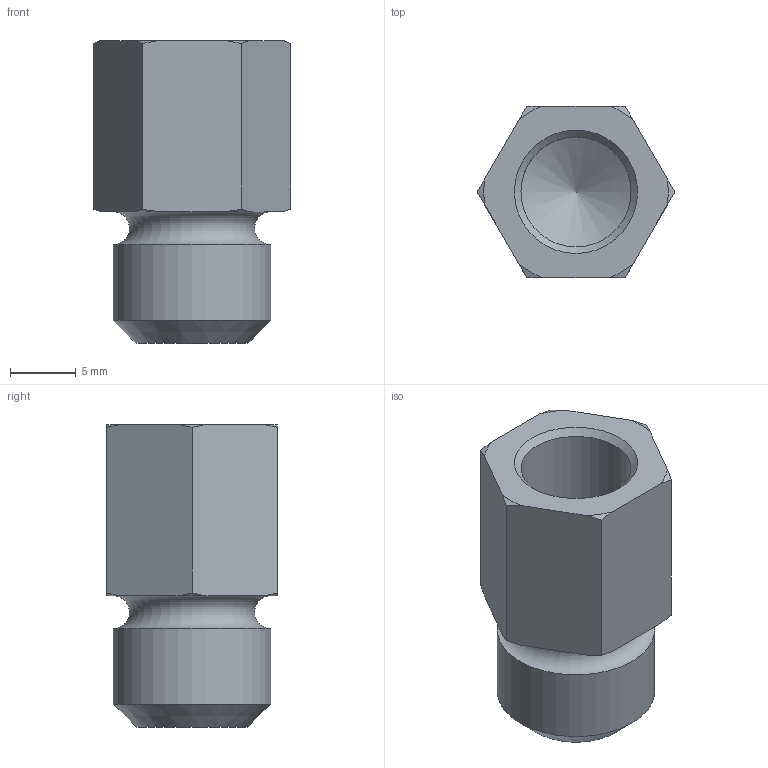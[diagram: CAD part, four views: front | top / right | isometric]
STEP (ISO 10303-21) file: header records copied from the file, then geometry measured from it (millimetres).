
FILE_DESCRIPTION((''),'2;1');
FILE_NAME('113474.stp','2010-10-06T10:57:43',('DMK009'),(''),'Autodesk Inventor 2011','Autodesk Inventor 2011','');
FILE_SCHEMA(('AUTOMOTIVE_DESIGN { 1 0 10303 214 1 1 1 1 }'));
Length unit declared in the file: millimetre
Products named in the file (1): Reduzierstücke
Bounding box: 15.01 x 13 x 23 mm (x, y, z)
Volume: 2406.4 mm3; surface area: 1456.8 mm2
Topology: 1 solids, 1 shells, 27 faces, 68 edges, 44 vertices
Faces by surface type: cone 15, plane 9, cylinder 2, torus 1
Full cylindrical faces by diameter (mm): 8.376 x1, 12 x1
Entity records: 772 total; most frequent: CARTESIAN_POINT 180, ORIENTED_EDGE 122, DIRECTION 112, EDGE_CURVE 61, AXIS2_PLACEMENT_3D 47, VERTEX_POINT 43, EDGE_LOOP 34, FACE_OUTER_BOUND 27
